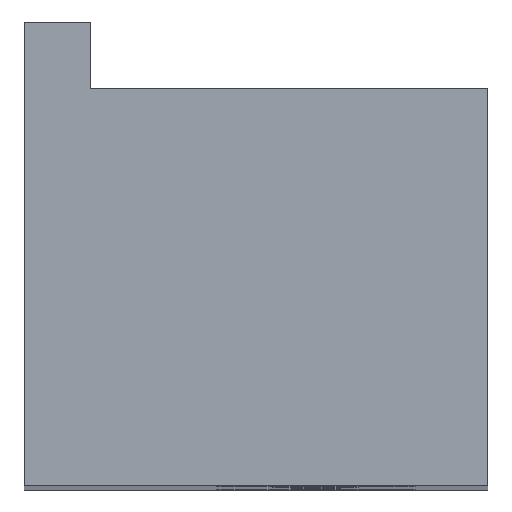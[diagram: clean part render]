
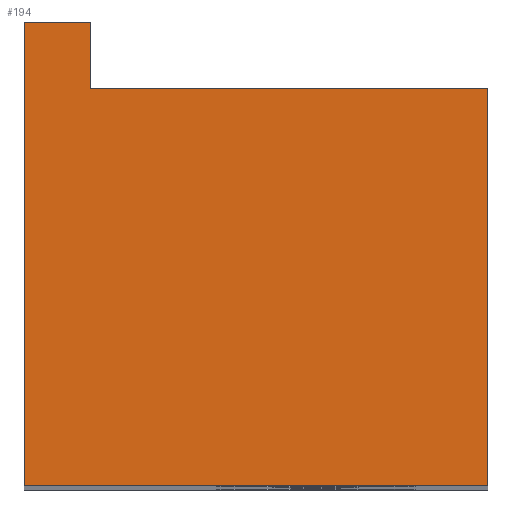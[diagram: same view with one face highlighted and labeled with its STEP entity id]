
A CAD part, top view. The second image highlights one B-rep face of the part: STEP entity #194.
In plain terms, the highlighted planar face has unit normal (0, 0, 1).
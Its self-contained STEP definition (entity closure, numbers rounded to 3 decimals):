
#24 = VERTEX_POINT('',#25);
#25 = CARTESIAN_POINT('',(0.,0.,90.));
#31 = EDGE_CURVE('',#24,#32,#34,.T.);
#32 = VERTEX_POINT('',#33);
#33 = CARTESIAN_POINT('',(30.,0.,90.));
#34 = LINE('',#35,#36);
#35 = CARTESIAN_POINT('',(0.,0.,90.));
#36 = VECTOR('',#37,1.);
#37 = DIRECTION('',(1.,0.,0.));
#130 = VERTEX_POINT('',#131);
#131 = CARTESIAN_POINT('',(0.,5.,90.));
#137 = EDGE_CURVE('',#130,#24,#138,.T.);
#138 = LINE('',#139,#140);
#139 = CARTESIAN_POINT('',(0.,5.,90.));
#140 = VECTOR('',#141,1.);
#141 = DIRECTION('',(0.,-1.,0.));
#194 = ADVANCED_FACE('',(#195),#229,.F.);
#195 = FACE_BOUND('',#196,.F.);
#196 = EDGE_LOOP('',(#197,#198,#206,#214,#222,#228));
#197 = ORIENTED_EDGE('',*,*,#31,.T.);
#198 = ORIENTED_EDGE('',*,*,#199,.T.);
#199 = EDGE_CURVE('',#32,#200,#202,.T.);
#200 = VERTEX_POINT('',#201);
#201 = CARTESIAN_POINT('',(30.,-30.,90.));
#202 = LINE('',#203,#204);
#203 = CARTESIAN_POINT('',(30.,0.,90.));
#204 = VECTOR('',#205,1.);
#205 = DIRECTION('',(0.,-1.,0.));
#206 = ORIENTED_EDGE('',*,*,#207,.T.);
#207 = EDGE_CURVE('',#200,#208,#210,.T.);
#208 = VERTEX_POINT('',#209);
#209 = CARTESIAN_POINT('',(-5.,-30.,90.));
#210 = LINE('',#211,#212);
#211 = CARTESIAN_POINT('',(30.,-30.,90.));
#212 = VECTOR('',#213,1.);
#213 = DIRECTION('',(-1.,0.,0.));
#214 = ORIENTED_EDGE('',*,*,#215,.T.);
#215 = EDGE_CURVE('',#208,#216,#218,.T.);
#216 = VERTEX_POINT('',#217);
#217 = CARTESIAN_POINT('',(-5.,5.,90.));
#218 = LINE('',#219,#220);
#219 = CARTESIAN_POINT('',(-5.,-30.,90.));
#220 = VECTOR('',#221,1.);
#221 = DIRECTION('',(0.,1.,0.));
#222 = ORIENTED_EDGE('',*,*,#223,.T.);
#223 = EDGE_CURVE('',#216,#130,#224,.T.);
#224 = LINE('',#225,#226);
#225 = CARTESIAN_POINT('',(-5.,5.,90.));
#226 = VECTOR('',#227,1.);
#227 = DIRECTION('',(1.,0.,0.));
#228 = ORIENTED_EDGE('',*,*,#137,.T.);
#229 = PLANE('',#230);
#230 = AXIS2_PLACEMENT_3D('',#231,#232,#233);
#231 = CARTESIAN_POINT('',(11.429,-13.571,90.));
#232 = DIRECTION('',(-0.,-0.,-1.));
#233 = DIRECTION('',(-1.,0.,0.));
